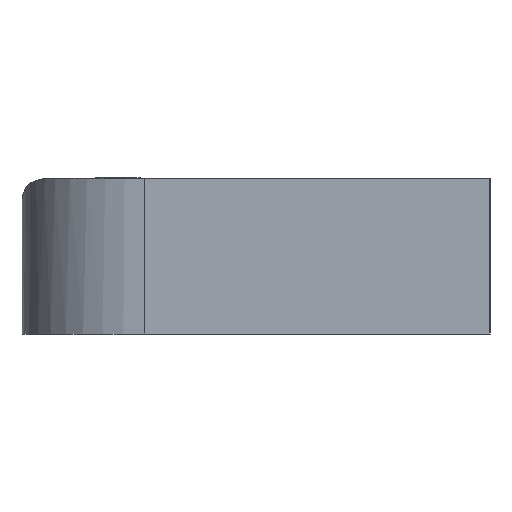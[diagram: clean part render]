
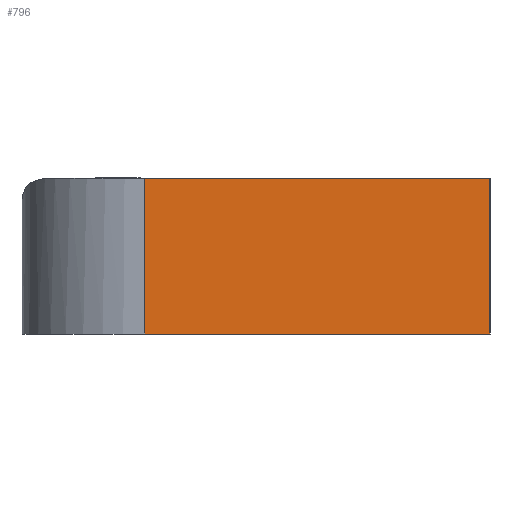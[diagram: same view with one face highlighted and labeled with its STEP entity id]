
A CAD part, left-side view. The second image highlights one B-rep face of the part: STEP entity #796.
In plain terms, the highlighted planar face has unit normal (-1, 0, 0).
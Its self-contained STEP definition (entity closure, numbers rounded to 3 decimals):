
#59=LINE('',#2658,#107);
#83=LINE('',#3292,#131);
#84=LINE('',#3295,#132);
#85=LINE('',#3296,#133);
#107=VECTOR('',#904,10.);
#131=VECTOR('',#974,10.);
#132=VECTOR('',#977,10.);
#133=VECTOR('',#978,10.);
#156=PLANE('',#856);
#198=FACE_OUTER_BOUND('',#244,.T.);
#244=EDGE_LOOP('',(#690,#691,#692,#693));
#345=VERTEX_POINT('',#2655);
#346=VERTEX_POINT('',#2657);
#376=VERTEX_POINT('',#3290);
#377=VERTEX_POINT('',#3294);
#437=EDGE_CURVE('',#345,#346,#59,.T.);
#486=EDGE_CURVE('',#345,#376,#83,.T.);
#487=EDGE_CURVE('',#376,#377,#84,.T.);
#488=EDGE_CURVE('',#346,#377,#85,.T.);
#690=ORIENTED_EDGE('',*,*,#437,.F.);
#691=ORIENTED_EDGE('',*,*,#486,.T.);
#692=ORIENTED_EDGE('',*,*,#487,.T.);
#693=ORIENTED_EDGE('',*,*,#488,.F.);
#796=ADVANCED_FACE('',(#198),#156,.T.);
#856=AXIS2_PLACEMENT_3D('',#3293,#975,#976);
#904=DIRECTION('',(0.,0.,1.));
#974=DIRECTION('',(0.,-1.,0.));
#975=DIRECTION('center_axis',(-1.,0.,0.));
#976=DIRECTION('ref_axis',(0.,-1.,0.));
#977=DIRECTION('',(0.,0.,1.));
#978=DIRECTION('',(0.,-1.,0.));
#2655=CARTESIAN_POINT('',(-117.,55.,0.));
#2657=CARTESIAN_POINT('',(-117.,55.,28.));
#2658=CARTESIAN_POINT('',(-117.,55.,0.));
#3290=CARTESIAN_POINT('',(-117.,-7.,0.));
#3292=CARTESIAN_POINT('',(-117.,99.4,0.));
#3293=CARTESIAN_POINT('Origin',(-117.,55.,0.));
#3294=CARTESIAN_POINT('',(-117.,-7.,28.));
#3295=CARTESIAN_POINT('',(-117.,-7.,0.));
#3296=CARTESIAN_POINT('',(-117.,-7.,28.));
